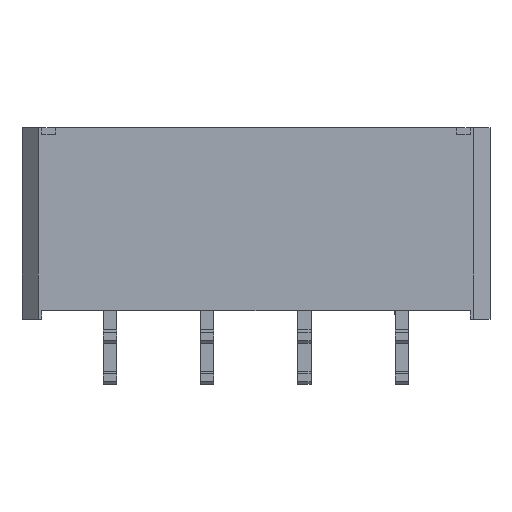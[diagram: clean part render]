
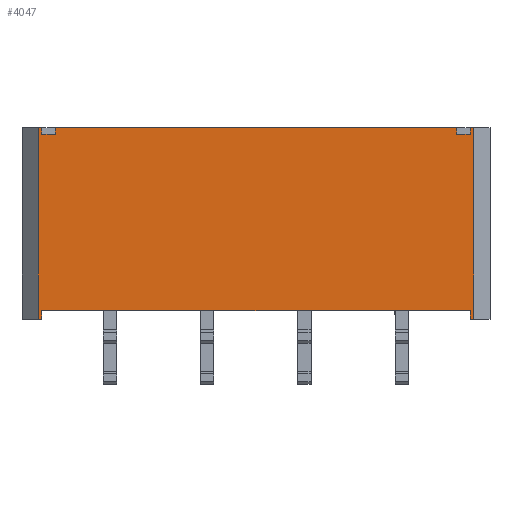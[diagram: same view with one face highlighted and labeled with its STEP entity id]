
A CAD part, front view. The second image highlights one B-rep face of the part: STEP entity #4047.
In plain terms, the highlighted planar face has unit normal (0, -1, 0).
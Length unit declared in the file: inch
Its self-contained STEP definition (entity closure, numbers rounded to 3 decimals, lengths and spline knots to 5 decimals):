
#13=DIRECTION('',(1.,0.,0.));
#14=VECTOR('',#13,0.0105);
#15=CARTESIAN_POINT('',(-0.66,-0.227,-0.2905));
#16=LINE('',#15,#14);
#45=DIRECTION('',(1.,0.,0.));
#46=VECTOR('',#45,0.0105);
#47=CARTESIAN_POINT('',(0.6495,-0.227,-0.2905));
#48=LINE('',#47,#46);
#93=DIRECTION('',(-1.,0.,0.));
#94=VECTOR('',#93,0.04);
#95=CARTESIAN_POINT('',(0.6495,-0.227,0.2705));
#96=LINE('',#95,#94);
#97=DIRECTION('',(0.,0.,-1.));
#98=VECTOR('',#97,0.02);
#99=CARTESIAN_POINT('',(0.6495,-0.227,0.2905));
#100=LINE('',#99,#98);
#101=DIRECTION('',(0.,0.,1.));
#102=VECTOR('',#101,0.025);
#103=CARTESIAN_POINT('',(0.6495,-0.227,-0.2905));
#104=LINE('',#103,#102);
#105=DIRECTION('',(1.,0.,0.));
#106=VECTOR('',#105,1.299);
#107=CARTESIAN_POINT('',(-0.6495,-0.227,-0.2655));
#108=LINE('',#107,#106);
#109=DIRECTION('',(0.,0.,1.));
#110=VECTOR('',#109,0.025);
#111=CARTESIAN_POINT('',(-0.6495,-0.227,-0.2905));
#112=LINE('',#111,#110);
#113=DIRECTION('',(0.,0.,1.));
#114=VECTOR('',#113,0.581);
#115=CARTESIAN_POINT('',(-0.66,-0.227,-0.2905));
#116=LINE('',#115,#114);
#117=DIRECTION('',(0.,0.,-1.));
#118=VECTOR('',#117,0.02);
#119=CARTESIAN_POINT('',(-0.6495,-0.227,0.2905));
#120=LINE('',#119,#118);
#121=DIRECTION('',(-1.,0.,0.));
#122=VECTOR('',#121,0.04);
#123=CARTESIAN_POINT('',(-0.6095,-0.227,0.2705));
#124=LINE('',#123,#122);
#125=DIRECTION('',(0.,0.,-1.));
#126=VECTOR('',#125,0.02);
#127=CARTESIAN_POINT('',(-0.6095,-0.227,0.2905));
#128=LINE('',#127,#126);
#129=DIRECTION('',(0.,0.,-1.));
#130=VECTOR('',#129,0.02);
#131=CARTESIAN_POINT('',(0.6095,-0.227,0.2905));
#132=LINE('',#131,#130);
#341=DIRECTION('',(1.,0.,0.));
#342=VECTOR('',#341,1.219);
#343=CARTESIAN_POINT('',(-0.6095,-0.227,0.2905));
#344=LINE('',#343,#342);
#357=DIRECTION('',(1.,0.,0.));
#358=VECTOR('',#357,0.0105);
#359=CARTESIAN_POINT('',(-0.66,-0.227,0.2905));
#360=LINE('',#359,#358);
#405=DIRECTION('',(1.,0.,0.));
#406=VECTOR('',#405,0.0105);
#407=CARTESIAN_POINT('',(0.6495,-0.227,0.2905));
#408=LINE('',#407,#406);
#2395=DIRECTION('',(0.,0.,1.));
#2396=VECTOR('',#2395,0.581);
#2397=CARTESIAN_POINT('',(0.66,-0.227,-0.2905));
#2398=LINE('',#2397,#2396);
#2942=CARTESIAN_POINT('',(-0.66,-0.227,-0.2905));
#2944=VERTEX_POINT('',#2942);
#2945=CARTESIAN_POINT('',(0.66,-0.227,-0.2905));
#2947=VERTEX_POINT('',#2945);
#2957=CARTESIAN_POINT('',(-0.66,-0.227,0.2905));
#2958=VERTEX_POINT('',#2957);
#2959=CARTESIAN_POINT('',(0.66,-0.227,0.2905));
#2960=VERTEX_POINT('',#2959);
#3141=CARTESIAN_POINT('',(-0.6495,-0.227,-0.2655));
#3142=CARTESIAN_POINT('',(0.6495,-0.227,-0.2655));
#3143=VERTEX_POINT('',#3141);
#3144=VERTEX_POINT('',#3142);
#3205=CARTESIAN_POINT('',(-0.6495,-0.227,-0.2905));
#3206=VERTEX_POINT('',#3205);
#3259=CARTESIAN_POINT('',(0.6495,-0.227,-0.2905));
#3260=VERTEX_POINT('',#3259);
#3415=CARTESIAN_POINT('',(0.6495,-0.227,0.2905));
#3417=VERTEX_POINT('',#3415);
#3421=CARTESIAN_POINT('',(0.6095,-0.227,0.2905));
#3422=VERTEX_POINT('',#3421);
#3435=CARTESIAN_POINT('',(-0.6095,-0.227,0.2905));
#3437=VERTEX_POINT('',#3435);
#3441=CARTESIAN_POINT('',(-0.6495,-0.227,0.2905));
#3442=VERTEX_POINT('',#3441);
#3463=CARTESIAN_POINT('',(0.6495,-0.227,0.2705));
#3464=VERTEX_POINT('',#3463);
#3465=CARTESIAN_POINT('',(0.6095,-0.227,0.2705));
#3466=VERTEX_POINT('',#3465);
#3467=CARTESIAN_POINT('',(-0.6095,-0.227,0.2705));
#3468=VERTEX_POINT('',#3467);
#3469=CARTESIAN_POINT('',(-0.6495,-0.227,0.2705));
#3470=VERTEX_POINT('',#3469);
#4011=CARTESIAN_POINT('',(-0.66,-0.227,-0.2905));
#4012=DIRECTION('',(0.,-1.,0.));
#4013=DIRECTION('',(1.,0.,0.));
#4014=AXIS2_PLACEMENT_3D('',#4011,#4012,#4013);
#4015=PLANE('',#4014);
#4017=ORIENTED_EDGE('',*,*,#4016,.F.);
#4019=ORIENTED_EDGE('',*,*,#4018,.F.);
#4021=ORIENTED_EDGE('',*,*,#4020,.T.);
#4023=ORIENTED_EDGE('',*,*,#4022,.F.);
#4024=ORIENTED_EDGE('',*,*,#3932,.F.);
#4026=ORIENTED_EDGE('',*,*,#4025,.T.);
#4028=ORIENTED_EDGE('',*,*,#4027,.F.);
#4029=ORIENTED_EDGE('',*,*,#3981,.F.);
#4030=ORIENTED_EDGE('',*,*,#3900,.F.);
#4032=ORIENTED_EDGE('',*,*,#4031,.T.);
#4034=ORIENTED_EDGE('',*,*,#4033,.T.);
#4036=ORIENTED_EDGE('',*,*,#4035,.T.);
#4038=ORIENTED_EDGE('',*,*,#4037,.F.);
#4040=ORIENTED_EDGE('',*,*,#4039,.F.);
#4042=ORIENTED_EDGE('',*,*,#4041,.T.);
#4044=ORIENTED_EDGE('',*,*,#4043,.T.);
#4045=EDGE_LOOP('',(#4017,#4019,#4021,#4023,#4024,#4026,#4028,#4029,#4030,#4032,
#4034,#4036,#4038,#4040,#4042,#4044));
#4046=FACE_OUTER_BOUND('',#4045,.F.);
#4047=ADVANCED_FACE('',(#4046),#4015,.T.);
#3900=EDGE_CURVE('',#2944,#3206,#16,.T.);
#3932=EDGE_CURVE('',#3260,#2947,#48,.T.);
#3981=EDGE_CURVE('',#3206,#3143,#112,.T.);
#4016=EDGE_CURVE('',#3464,#3466,#96,.T.);
#4018=EDGE_CURVE('',#3417,#3464,#100,.T.);
#4020=EDGE_CURVE('',#3417,#2960,#408,.T.);
#4022=EDGE_CURVE('',#2947,#2960,#2398,.T.);
#4025=EDGE_CURVE('',#3260,#3144,#104,.T.);
#4027=EDGE_CURVE('',#3143,#3144,#108,.T.);
#4031=EDGE_CURVE('',#2944,#2958,#116,.T.);
#4033=EDGE_CURVE('',#2958,#3442,#360,.T.);
#4035=EDGE_CURVE('',#3442,#3470,#120,.T.);
#4037=EDGE_CURVE('',#3468,#3470,#124,.T.);
#4039=EDGE_CURVE('',#3437,#3468,#128,.T.);
#4041=EDGE_CURVE('',#3437,#3422,#344,.T.);
#4043=EDGE_CURVE('',#3422,#3466,#132,.T.);
